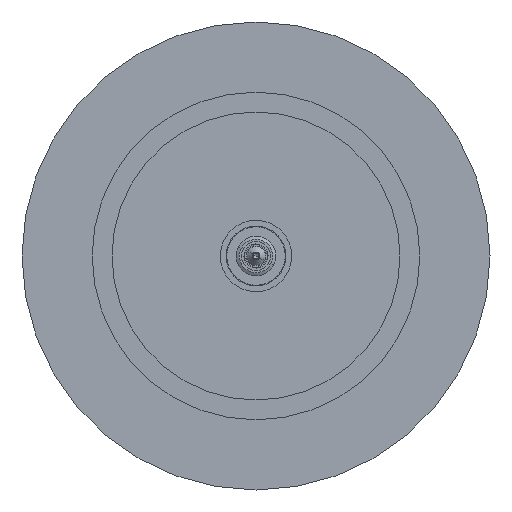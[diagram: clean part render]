
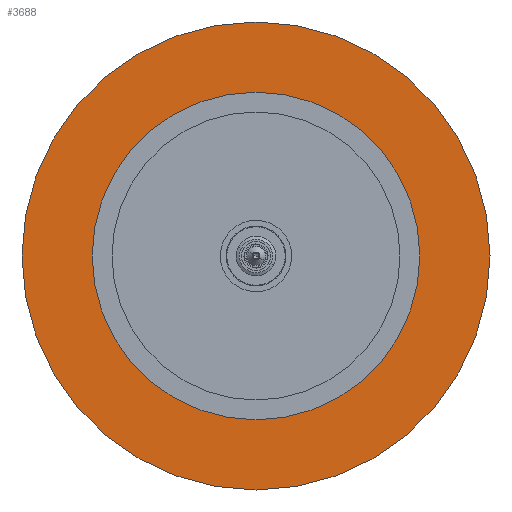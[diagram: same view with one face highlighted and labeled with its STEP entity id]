
A CAD part, front view. The second image highlights one B-rep face of the part: STEP entity #3688.
In plain terms, the highlighted planar face has unit normal (0, -1, 0).
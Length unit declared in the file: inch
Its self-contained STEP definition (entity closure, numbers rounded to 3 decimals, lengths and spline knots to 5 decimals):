
#144 = CARTESIAN_POINT ( 'NONE',  ( 0., -0.87271, 0. ) ) ;
#145 = DIRECTION ( 'NONE',  ( 0., 1., 0. ) ) ;
#163 = CARTESIAN_POINT ( 'NONE',  ( 0., -0.87271, 0. ) ) ;
#164 = DIRECTION ( 'NONE',  ( 0., 1., 0. ) ) ;
#165 = DIRECTION ( 'NONE',  ( 0., 0., 1. ) ) ;
#213 = CARTESIAN_POINT ( 'NONE',  ( 0., -0.87271, 0. ) ) ;
#214 = DIRECTION ( 'NONE',  ( 0., 1., 0. ) ) ;
#215 = DIRECTION ( 'NONE',  ( 0., 0., 1. ) ) ;
#919 = EDGE_LOOP ( 'NONE', ( #4530, #4555 ) ) ;
#1000 = EDGE_LOOP ( 'NONE', ( #4608, #4550 ) ) ;
#1299 = CIRCLE ( 'NONE', #4925, 1.0325 ) ;
#1356 = EDGE_CURVE ( 'NONE', #5436, #5514, #5358, .T. ) ;
#1362 = EDGE_CURVE ( 'NONE', #5519, #5481, #5263, .T. ) ;
#2199 = CIRCLE ( 'NONE', #4998, 1.475 ) ;
#2338 = CARTESIAN_POINT ( 'NONE',  ( -1.475, -0.87271, 0. ) ) ;
#2344 = FACE_BOUND ( 'NONE', #1000, .T. ) ;
#2345 = FACE_OUTER_BOUND ( 'NONE', #919, .T. ) ;
#2346 = PLANE ( 'NONE',  #2645 ) ;
#2348 = DIRECTION ( 'NONE',  ( 0., -1., 0. ) ) ;
#2349 = DIRECTION ( 'NONE',  ( 0., 0., -1. ) ) ;
#2645 = AXIS2_PLACEMENT_3D ( 'NONE', #2338, #2348, #2349 ) ;
#3504 = CARTESIAN_POINT ( 'NONE',  ( 0., -0.87271, 1.0325 ) ) ;
#3549 = CARTESIAN_POINT ( 'NONE',  ( 0., -0.87271, 1.475 ) ) ;
#3582 = CARTESIAN_POINT ( 'NONE',  ( 0., -0.87271, -1.0325 ) ) ;
#3587 = CARTESIAN_POINT ( 'NONE',  ( 0., -0.87271, -1.475 ) ) ;
#3688 = ADVANCED_FACE ( 'NONE', ( #2344, #2345 ), #2346, .T. ) ;
#4083 = DIRECTION ( 'NONE',  ( 0., 0., 1. ) ) ;
#4099 = CARTESIAN_POINT ( 'NONE',  ( 0., -0.87271, 0. ) ) ;
#4100 = DIRECTION ( 'NONE',  ( 0., 1., 0. ) ) ;
#4101 = DIRECTION ( 'NONE',  ( 0., 0., 1. ) ) ;
#4530 = ORIENTED_EDGE ( 'NONE', *, *, #5923, .F. ) ;
#4550 = ORIENTED_EDGE ( 'NONE', *, *, #5940, .T. ) ;
#4555 = ORIENTED_EDGE ( 'NONE', *, *, #1362, .F. ) ;
#4608 = ORIENTED_EDGE ( 'NONE', *, *, #1356, .T. ) ;
#4925 = AXIS2_PLACEMENT_3D ( 'NONE', #213, #214, #215 ) ;
#4998 = AXIS2_PLACEMENT_3D ( 'NONE', #163, #164, #165 ) ;
#5256 = AXIS2_PLACEMENT_3D ( 'NONE', #144, #145, #4083 ) ;
#5263 = CIRCLE ( 'NONE', #5311, 1.475 ) ;
#5311 = AXIS2_PLACEMENT_3D ( 'NONE', #4099, #4100, #4101 ) ;
#5358 = CIRCLE ( 'NONE', #5256, 1.0325 ) ;
#5436 = VERTEX_POINT ( 'NONE', #3504 ) ;
#5481 = VERTEX_POINT ( 'NONE', #3549 ) ;
#5514 = VERTEX_POINT ( 'NONE', #3582 ) ;
#5519 = VERTEX_POINT ( 'NONE', #3587 ) ;
#5923 = EDGE_CURVE ( 'NONE', #5481, #5519, #2199, .T. ) ;
#5940 = EDGE_CURVE ( 'NONE', #5514, #5436, #1299, .T. ) ;
